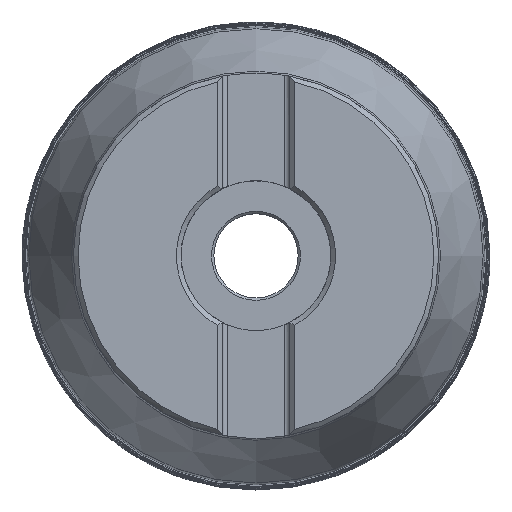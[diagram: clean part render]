
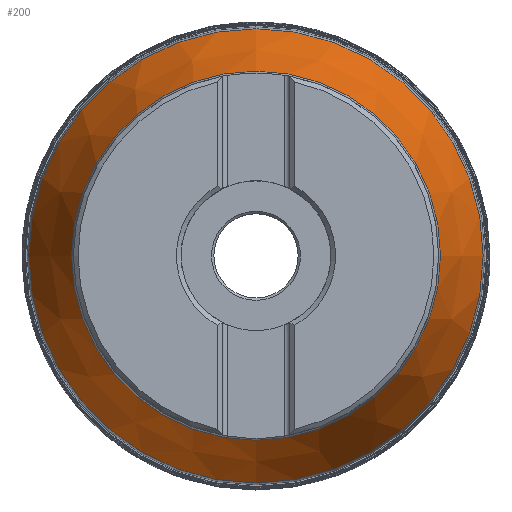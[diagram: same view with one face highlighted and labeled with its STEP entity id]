
A CAD part, top view. The second image highlights one B-rep face of the part: STEP entity #200.
In plain terms, the highlighted conical face has half-angle 22.918 degrees and reference radius 39 mm.
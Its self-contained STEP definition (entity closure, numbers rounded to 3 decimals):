
#48=CONICAL_SURFACE('',#1125,39.,22.918);
#200=ADVANCED_FACE('',(#439,#440),#48,.T.);
#439=FACE_BOUND('',#553,.T.);
#440=FACE_BOUND('',#554,.T.);
#553=EDGE_LOOP('',(#702));
#554=EDGE_LOOP('',(#703));
#702=ORIENTED_EDGE('',*,*,#965,.T.);
#703=ORIENTED_EDGE('',*,*,#966,.T.);
#876=VERTEX_POINT('',#1981);
#877=VERTEX_POINT('',#1983);
#965=EDGE_CURVE('',#876,#876,#1056,.T.);
#966=EDGE_CURVE('',#877,#877,#1057,.T.);
#1056=CIRCLE('',#1123,39.395);
#1057=CIRCLE('',#1124,48.497);
#1123=AXIS2_PLACEMENT_3D('',#1980,#1312,#1313);
#1124=AXIS2_PLACEMENT_3D('',#1982,#1314,#1315);
#1125=AXIS2_PLACEMENT_3D('',#1984,#1316,#1317);
#1312=DIRECTION('',(0.,0.,-1.));
#1313=DIRECTION('',(-1.,0.,0.));
#1314=DIRECTION('',(0.,0.,1.));
#1315=DIRECTION('',(1.,0.,0.));
#1316=DIRECTION('',(0.,0.,-1.));
#1317=DIRECTION('',(-1.,0.,0.));
#1980=CARTESIAN_POINT('',(0.,0.,-11.934));
#1981=CARTESIAN_POINT('',(-39.395,0.,-11.934));
#1982=CARTESIAN_POINT('',(0.,0.,-33.463));
#1983=CARTESIAN_POINT('',(48.497,0.,-33.463));
#1984=CARTESIAN_POINT('',(0.,0.,-11.));
